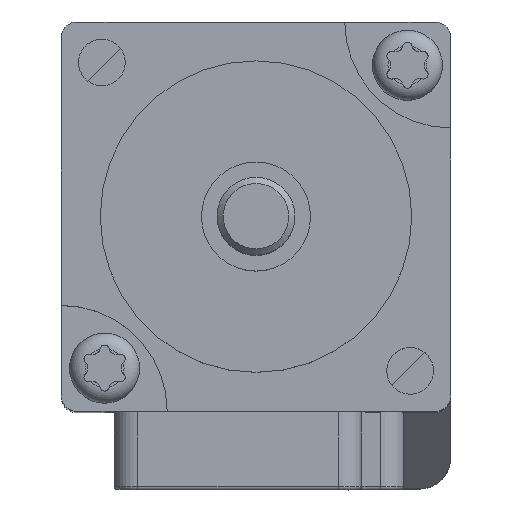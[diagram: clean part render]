
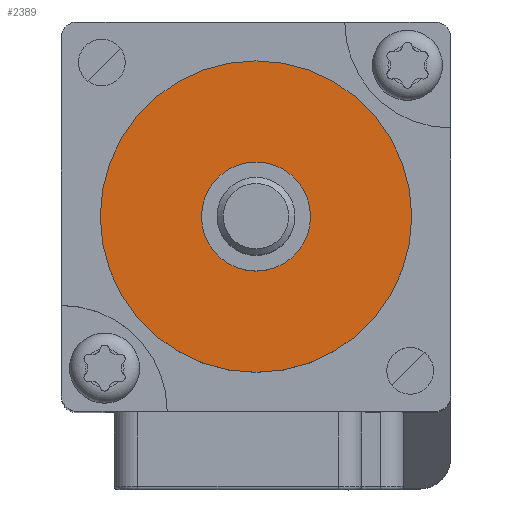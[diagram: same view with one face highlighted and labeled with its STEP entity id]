
A CAD part, top view. The second image highlights one B-rep face of the part: STEP entity #2389.
In plain terms, the highlighted planar face has unit normal (0, 0, 1).
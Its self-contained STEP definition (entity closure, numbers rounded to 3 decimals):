
#2389=ADVANCED_FACE('',(#4768,#4770),#4772,.T.);
#4768=FACE_BOUND('',#4769,.T.);
#4769=EDGE_LOOP('',(#6521));
#4770=FACE_BOUND('',#4771,.T.);
#4771=EDGE_LOOP('',(#6522));
#4772=PLANE('',#4773);
#4773=AXIS2_PLACEMENT_3D('',#4774,#4775,#4776);
#4774=CARTESIAN_POINT('',(0.,0.,2.5));
#4775=DIRECTION('',(0.,0.,1.));
#4776=DIRECTION('',(1.,0.,0.));
#6521=ORIENTED_EDGE('',*,*,#7417,.F.);
#6522=ORIENTED_EDGE('',*,*,#7446,.F.);
#7417=EDGE_CURVE('',#8646,#8646,#8647,.T.);
#7446=EDGE_CURVE('',#8704,#8704,#8705,.T.);
#8646=VERTEX_POINT('',#11997);
#8647=CIRCLE('',#11998,10.);
#8704=VERTEX_POINT('',#12252);
#8705=CIRCLE('',#12253,3.5);
#11997=CARTESIAN_POINT('',(10.,0.,2.5));
#11998=AXIS2_PLACEMENT_3D('',#11999,#12000,#12001);
#11999=CARTESIAN_POINT('',(0.,0.,2.5));
#12000=DIRECTION('',(-0.,-0.,-1.));
#12001=DIRECTION('',(-1.,0.,-0.));
#12252=CARTESIAN_POINT('',(3.5,0.,2.5));
#12253=AXIS2_PLACEMENT_3D('',#12254,#12255,#12256);
#12254=CARTESIAN_POINT('',(0.,0.,2.5));
#12255=DIRECTION('',(0.,0.,1.));
#12256=DIRECTION('',(1.,0.,0.));
